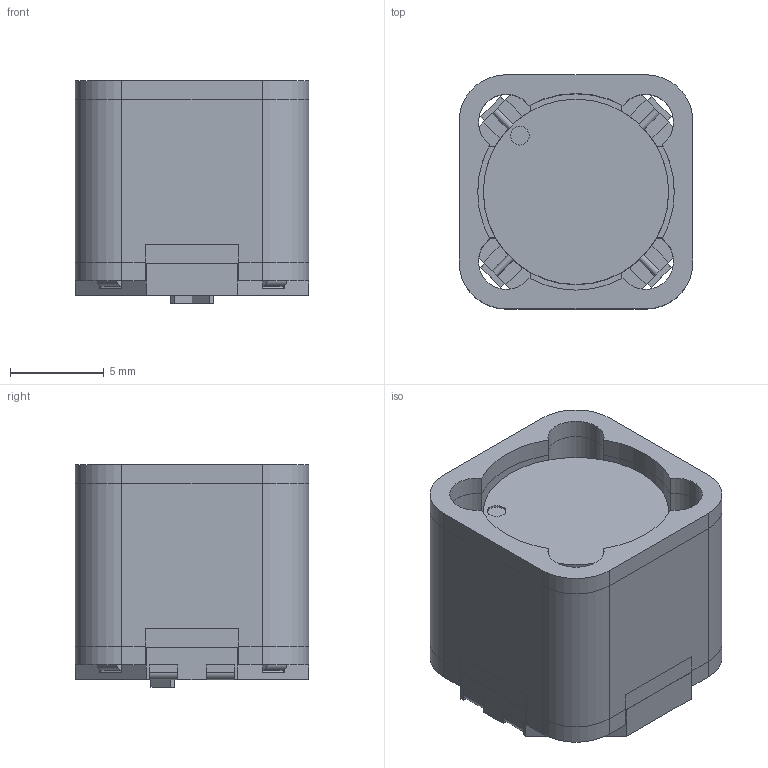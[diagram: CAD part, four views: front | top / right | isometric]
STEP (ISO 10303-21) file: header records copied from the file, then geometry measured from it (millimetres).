
FILE_DESCRIPTION( ( 'Unknown' ), '1' );
FILE_NAME( '744284xxx.stp', 'Unknown', ( 'Unknown' ), ( 'Unknown' ), 'PSStep 13.0', 'Unknown', ' ' );
FILE_SCHEMA( ( 'AUTOMOTIVE_DESIGN { 1 0 10303 214 1 1 1 1 }' ) );
Length unit declared in the file: millimetre
Products named in the file (8): Assem1; Pin; Deckel; Kern; Pin_2
Bounding box: 12.5 x 12.5 x 11.9 mm (x, y, z)
Surface area: 4527.6 mm2
Topology: 16 solids, 16 shells, 591 faces, 1589 edges, 1012 vertices
Faces by surface type: plane 372, cylinder 139, bspline 80
Full cylindrical faces by diameter (mm): 1 x2, 5.8 x2, 9.9 x4
Entity records: 19698 total; most frequent: CARTESIAN_POINT 10968, ORIENTED_EDGE 1352, DIRECTION 1241, EDGE_CURVE 676, LINE 501, VECTOR 501, VERTEX_POINT 454, AXIS2_PLACEMENT_3D 370
